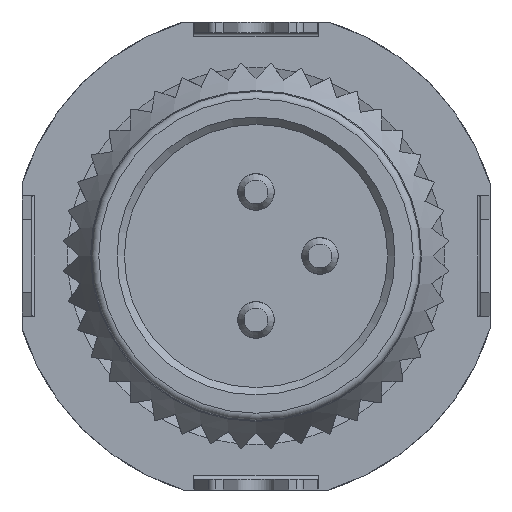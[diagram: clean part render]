
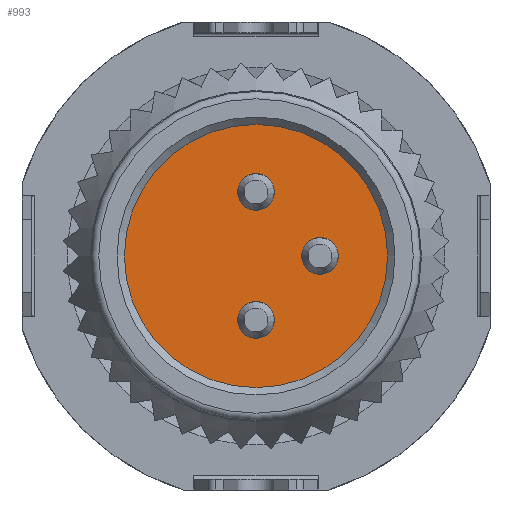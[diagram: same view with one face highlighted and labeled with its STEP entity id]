
A CAD part, left-side view. The second image highlights one B-rep face of the part: STEP entity #993.
In plain terms, the highlighted planar face has unit normal (-1, 0, 0).
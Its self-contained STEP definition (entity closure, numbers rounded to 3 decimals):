
#213=FACE_BOUND('',#1926,.T.);
#214=FACE_BOUND('',#1927,.T.);
#215=FACE_BOUND('',#1928,.T.);
#216=FACE_BOUND('',#1929,.T.);
#391=PLANE('',#9000);
#993=ADVANCED_FACE('',(#213,#214,#215,#216),#391,.T.);
#1926=EDGE_LOOP('',(#5734));
#1927=EDGE_LOOP('',(#5735));
#1928=EDGE_LOOP('',(#5736));
#1929=EDGE_LOOP('',(#5737));
#5734=ORIENTED_EDGE('',*,*,#7857,.F.);
#5735=ORIENTED_EDGE('',*,*,#7858,.F.);
#5736=ORIENTED_EDGE('',*,*,#7859,.T.);
#5737=ORIENTED_EDGE('',*,*,#7106,.T.);
#6192=VERTEX_POINT('',#12639);
#6595=VERTEX_POINT('',#14549);
#6596=VERTEX_POINT('',#14551);
#6597=VERTEX_POINT('',#14553);
#7106=EDGE_CURVE('',#6192,#6192,#8072,.T.);
#7857=EDGE_CURVE('',#6595,#6595,#8243,.T.);
#7858=EDGE_CURVE('',#6596,#6596,#8244,.T.);
#7859=EDGE_CURVE('',#6597,#6597,#8245,.T.);
#8072=CIRCLE('',#8570,3.6);
#8243=CIRCLE('',#8997,0.5);
#8244=CIRCLE('',#8998,0.5);
#8245=CIRCLE('',#8999,0.5);
#8570=AXIS2_PLACEMENT_3D('',#12638,#9836,#9837);
#8997=AXIS2_PLACEMENT_3D('',#14548,#11150,#11151);
#8998=AXIS2_PLACEMENT_3D('',#14550,#11152,#11153);
#8999=AXIS2_PLACEMENT_3D('',#14552,#11154,#11155);
#9000=AXIS2_PLACEMENT_3D('',#14554,#11156,#11157);
#9836=DIRECTION('',(-1.,0.,0.));
#9837=DIRECTION('',(0.,0.,1.));
#11150=DIRECTION('',(-1.,0.,0.));
#11151=DIRECTION('',(0.,0.,1.));
#11152=DIRECTION('',(-1.,0.,0.));
#11153=DIRECTION('',(0.,0.,1.));
#11154=DIRECTION('',(1.,0.,0.));
#11155=DIRECTION('',(0.,0.,1.));
#11156=DIRECTION('',(-1.,0.,0.));
#11157=DIRECTION('',(0.,0.,1.));
#12638=CARTESIAN_POINT('',(0.2,0.,0.));
#12639=CARTESIAN_POINT('',(0.2,0.,3.6));
#14548=CARTESIAN_POINT('',(0.2,0.,-1.75));
#14549=CARTESIAN_POINT('',(0.2,0.,-1.25));
#14550=CARTESIAN_POINT('',(0.2,-1.75,0.));
#14551=CARTESIAN_POINT('',(0.2,-1.75,0.5));
#14552=CARTESIAN_POINT('',(0.2,0.,1.75));
#14553=CARTESIAN_POINT('',(0.2,0.,2.25));
#14554=CARTESIAN_POINT('',(0.2,0.,0.));
